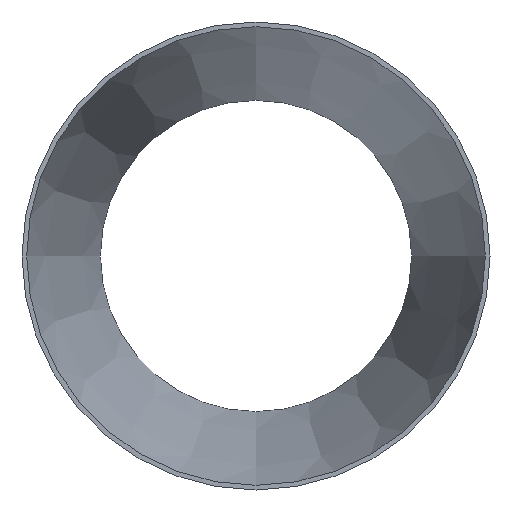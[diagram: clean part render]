
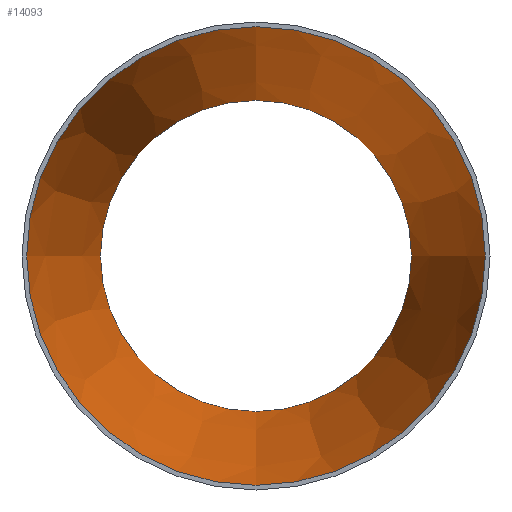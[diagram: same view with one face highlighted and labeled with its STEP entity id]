
A CAD part, front view. The second image highlights one B-rep face of the part: STEP entity #14093.
In plain terms, the highlighted conical face has half-angle 11.943 degrees and reference radius 99.956 mm.
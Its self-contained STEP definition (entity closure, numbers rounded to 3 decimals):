
#763 = CIRCLE ( 'NONE', #19424, 67.806 ) ;
#1339 = CARTESIAN_POINT ( 'NONE',  ( 0., 152., 0. ) ) ;
#2034 = DIRECTION ( 'NONE',  ( 0., 0., -1. ) ) ;
#6650 = CONICAL_SURFACE ( 'NONE', #16261, 99.956, 0.208 ) ;
#7131 = CARTESIAN_POINT ( 'NONE',  ( 0., 0., 0. ) ) ;
#8906 = EDGE_LOOP ( 'NONE', ( #13925 ) ) ;
#9027 = DIRECTION ( 'NONE',  ( 0., 0., -1. ) ) ;
#9187 = DIRECTION ( 'NONE',  ( 0., -1., 0. ) ) ;
#9650 = FACE_OUTER_BOUND ( 'NONE', #17310, .T. ) ;
#10931 = AXIS2_PLACEMENT_3D ( 'NONE', #14760, #24901, #2034 ) ;
#13674 = ORIENTED_EDGE ( 'NONE', *, *, #14473, .T. ) ;
#13925 = ORIENTED_EDGE ( 'NONE', *, *, #15792, .F. ) ;
#14093 = ADVANCED_FACE ( 'NONE', ( #24816, #9650 ), #6650, .F. ) ;
#14473 = EDGE_CURVE ( 'NONE', #24656, #24656, #15744, .T. ) ;
#14760 = CARTESIAN_POINT ( 'NONE',  ( 0., 0., 0. ) ) ;
#14844 = DIRECTION ( 'NONE',  ( 0., 0., -1. ) ) ;
#15744 = CIRCLE ( 'NONE', #10931, 99.956 ) ;
#15792 = EDGE_CURVE ( 'NONE', #32820, #32820, #763, .T. ) ;
#16261 = AXIS2_PLACEMENT_3D ( 'NONE', #7131, #17336, #14844 ) ;
#17310 = EDGE_LOOP ( 'NONE', ( #13674 ) ) ;
#17336 = DIRECTION ( 'NONE',  ( 0., -1., 0. ) ) ;
#19424 = AXIS2_PLACEMENT_3D ( 'NONE', #1339, #9187, #9027 ) ;
#24656 = VERTEX_POINT ( 'NONE', #32327 ) ;
#24816 = FACE_BOUND ( 'NONE', #8906, .T. ) ;
#24901 = DIRECTION ( 'NONE',  ( 0., -1., 0. ) ) ;
#27480 = CARTESIAN_POINT ( 'NONE',  ( 0., 152., -67.806 ) ) ;
#32327 = CARTESIAN_POINT ( 'NONE',  ( 0., 0., -99.956 ) ) ;
#32820 = VERTEX_POINT ( 'NONE', #27480 ) ;
